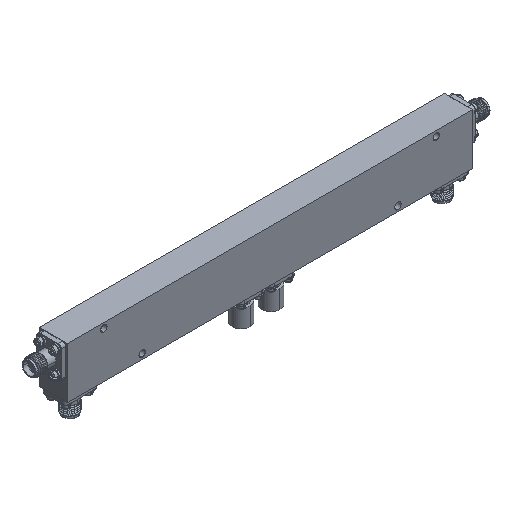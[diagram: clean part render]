
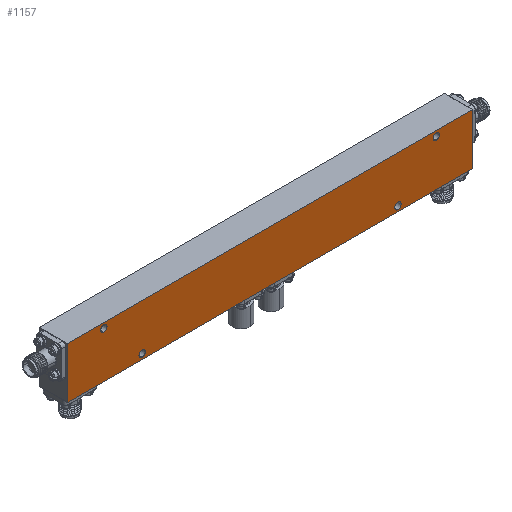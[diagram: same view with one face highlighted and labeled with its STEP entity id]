
A CAD part, isometric view. The second image highlights one B-rep face of the part: STEP entity #1157.
In plain terms, the highlighted planar face has unit normal (0, -1, 0).
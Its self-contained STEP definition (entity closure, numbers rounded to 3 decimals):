
#117 = EDGE_LOOP ( 'NONE', ( #357, #3694 ) ) ;
#121 = ORIENTED_EDGE ( 'NONE', *, *, #2968, .T. ) ;
#122 = FACE_BOUND ( 'NONE', #1316, .T. ) ;
#198 = CARTESIAN_POINT ( 'NONE',  ( -65., -5.5, 8. ) ) ;
#357 = ORIENTED_EDGE ( 'NONE', *, *, #1053, .T. ) ;
#409 = CARTESIAN_POINT ( 'NONE',  ( -65., -5.5, 8. ) ) ;
#488 = VERTEX_POINT ( 'NONE', #1310 ) ;
#489 = AXIS2_PLACEMENT_3D ( 'NONE', #4035, #2486, #5972 ) ;
#547 = EDGE_CURVE ( 'NONE', #908, #3331, #1604, .T. ) ;
#607 = CIRCLE ( 'NONE', #4927, 1.25 ) ;
#626 = DIRECTION ( 'NONE',  ( 0., 0., 1. ) ) ;
#725 = DIRECTION ( 'NONE',  ( 0., 0., 1. ) ) ;
#788 = CARTESIAN_POINT ( 'NONE',  ( -65., -5.5, 9.25 ) ) ;
#873 = CARTESIAN_POINT ( 'NONE',  ( 65., -5.5, 6.75 ) ) ;
#908 = VERTEX_POINT ( 'NONE', #5500 ) ;
#1009 = EDGE_CURVE ( 'NONE', #3088, #488, #3538, .T. ) ;
#1039 = VERTEX_POINT ( 'NONE', #1304 ) ;
#1053 = EDGE_CURVE ( 'NONE', #5655, #3144, #3342, .T. ) ;
#1060 = VERTEX_POINT ( 'NONE', #3761 ) ;
#1107 = CARTESIAN_POINT ( 'NONE',  ( 79.25, -5.5, -10. ) ) ;
#1111 = ORIENTED_EDGE ( 'NONE', *, *, #1009, .T. ) ;
#1127 = DIRECTION ( 'NONE',  ( 0., 1., 0. ) ) ;
#1157 = ADVANCED_FACE ( 'NONE', ( #2078, #4847, #122, #1475, #5808 ), #4940, .F. ) ;
#1247 = AXIS2_PLACEMENT_3D ( 'NONE', #5363, #5873, #626 ) ;
#1304 = CARTESIAN_POINT ( 'NONE',  ( -50., -5.5, -6.75 ) ) ;
#1310 = CARTESIAN_POINT ( 'NONE',  ( -65., -5.5, 6.75 ) ) ;
#1316 = EDGE_LOOP ( 'NONE', ( #5584, #2213 ) ) ;
#1341 = AXIS2_PLACEMENT_3D ( 'NONE', #198, #1576, #5401 ) ;
#1475 = FACE_BOUND ( 'NONE', #3711, .T. ) ;
#1567 = DIRECTION ( 'NONE',  ( 0., 0., 1. ) ) ;
#1576 = DIRECTION ( 'NONE',  ( 0., 1., 0. ) ) ;
#1579 = DIRECTION ( 'NONE',  ( 0., 0., 1. ) ) ;
#1604 = CIRCLE ( 'NONE', #4919, 1.25 ) ;
#1637 = DIRECTION ( 'NONE',  ( 0., 0., -1. ) ) ;
#1736 = VERTEX_POINT ( 'NONE', #4355 ) ;
#1790 = DIRECTION ( 'NONE',  ( 0., 0., 1. ) ) ;
#1951 = VERTEX_POINT ( 'NONE', #2911 ) ;
#2047 = DIRECTION ( 'NONE',  ( 1., 0., 0. ) ) ;
#2078 = FACE_BOUND ( 'NONE', #117, .T. ) ;
#2213 = ORIENTED_EDGE ( 'NONE', *, *, #547, .T. ) ;
#2240 = DIRECTION ( 'NONE',  ( 0., 0., 1. ) ) ;
#2266 = ORIENTED_EDGE ( 'NONE', *, *, #4979, .F. ) ;
#2307 = CARTESIAN_POINT ( 'NONE',  ( 65., -5.5, 8. ) ) ;
#2328 = ORIENTED_EDGE ( 'NONE', *, *, #3870, .F. ) ;
#2344 = VECTOR ( 'NONE', #1579, 1000. ) ;
#2485 = DIRECTION ( 'NONE',  ( 0., 1., 0. ) ) ;
#2486 = DIRECTION ( 'NONE',  ( 0., 1., 0. ) ) ;
#2600 = ORIENTED_EDGE ( 'NONE', *, *, #6154, .T. ) ;
#2615 = CARTESIAN_POINT ( 'NONE',  ( 79.25, -5.5, -10. ) ) ;
#2735 = CARTESIAN_POINT ( 'NONE',  ( 50., -5.5, -6.75 ) ) ;
#2745 = VERTEX_POINT ( 'NONE', #1107 ) ;
#2750 = AXIS2_PLACEMENT_3D ( 'NONE', #2307, #6112, #4228 ) ;
#2853 = EDGE_CURVE ( 'NONE', #1060, #1736, #2967, .T. ) ;
#2911 = CARTESIAN_POINT ( 'NONE',  ( 79.25, -5.5, 10. ) ) ;
#2967 = LINE ( 'NONE', #3465, #2344 ) ;
#2968 = EDGE_CURVE ( 'NONE', #1039, #4680, #3655, .T. ) ;
#3009 = EDGE_CURVE ( 'NONE', #1951, #2745, #5519, .T. ) ;
#3088 = VERTEX_POINT ( 'NONE', #788 ) ;
#3119 = DIRECTION ( 'NONE',  ( 0., 1., 0. ) ) ;
#3144 = VERTEX_POINT ( 'NONE', #873 ) ;
#3256 = VECTOR ( 'NONE', #1637, 1000. ) ;
#3312 = AXIS2_PLACEMENT_3D ( 'NONE', #409, #4247, #6188 ) ;
#3331 = VERTEX_POINT ( 'NONE', #2735 ) ;
#3342 = CIRCLE ( 'NONE', #2750, 1.25 ) ;
#3423 = CARTESIAN_POINT ( 'NONE',  ( 0., -5.5, 0. ) ) ;
#3465 = CARTESIAN_POINT ( 'NONE',  ( -79.25, -5.5, -10. ) ) ;
#3538 = CIRCLE ( 'NONE', #1341, 1.25 ) ;
#3616 = CARTESIAN_POINT ( 'NONE',  ( 65., -5.5, 8. ) ) ;
#3638 = EDGE_CURVE ( 'NONE', #3331, #908, #5675, .T. ) ;
#3655 = CIRCLE ( 'NONE', #5575, 1.25 ) ;
#3694 = ORIENTED_EDGE ( 'NONE', *, *, #5287, .T. ) ;
#3711 = EDGE_LOOP ( 'NONE', ( #121, #5349 ) ) ;
#3747 = DIRECTION ( 'NONE',  ( -1., 0., 0. ) ) ;
#3761 = CARTESIAN_POINT ( 'NONE',  ( -79.25, -5.5, -10. ) ) ;
#3781 = LINE ( 'NONE', #5230, #5642 ) ;
#3870 = EDGE_CURVE ( 'NONE', #2745, #1060, #3781, .T. ) ;
#3936 = LINE ( 'NONE', #4905, #5042 ) ;
#4035 = CARTESIAN_POINT ( 'NONE',  ( -50., -5.5, -8. ) ) ;
#4180 = DIRECTION ( 'NONE',  ( 0., 1., 0. ) ) ;
#4228 = DIRECTION ( 'NONE',  ( 0., 0., 1. ) ) ;
#4247 = DIRECTION ( 'NONE',  ( 0., 1., 0. ) ) ;
#4355 = CARTESIAN_POINT ( 'NONE',  ( -79.25, -5.5, 10. ) ) ;
#4514 = CIRCLE ( 'NONE', #489, 1.25 ) ;
#4649 = CARTESIAN_POINT ( 'NONE',  ( 50., -5.5, -8. ) ) ;
#4680 = VERTEX_POINT ( 'NONE', #5089 ) ;
#4800 = ORIENTED_EDGE ( 'NONE', *, *, #3009, .F. ) ;
#4847 = FACE_BOUND ( 'NONE', #5477, .T. ) ;
#4905 = CARTESIAN_POINT ( 'NONE',  ( -79.25, -5.5, 10. ) ) ;
#4919 = AXIS2_PLACEMENT_3D ( 'NONE', #4649, #4180, #1790 ) ;
#4927 = AXIS2_PLACEMENT_3D ( 'NONE', #3616, #3119, #2240 ) ;
#4940 = PLANE ( 'NONE',  #6088 ) ;
#4979 = EDGE_CURVE ( 'NONE', #1736, #1951, #3936, .T. ) ;
#5042 = VECTOR ( 'NONE', #2047, 1000. ) ;
#5089 = CARTESIAN_POINT ( 'NONE',  ( -50., -5.5, -9.25 ) ) ;
#5230 = CARTESIAN_POINT ( 'NONE',  ( -79.25, -5.5, -10. ) ) ;
#5287 = EDGE_CURVE ( 'NONE', #3144, #5655, #607, .T. ) ;
#5316 = EDGE_LOOP ( 'NONE', ( #5650, #2328, #4800, #2266 ) ) ;
#5349 = ORIENTED_EDGE ( 'NONE', *, *, #5918, .T. ) ;
#5363 = CARTESIAN_POINT ( 'NONE',  ( 50., -5.5, -8. ) ) ;
#5401 = DIRECTION ( 'NONE',  ( 0., 0., 1. ) ) ;
#5477 = EDGE_LOOP ( 'NONE', ( #1111, #2600 ) ) ;
#5500 = CARTESIAN_POINT ( 'NONE',  ( 50., -5.5, -9.25 ) ) ;
#5519 = LINE ( 'NONE', #2615, #3256 ) ;
#5575 = AXIS2_PLACEMENT_3D ( 'NONE', #5973, #1127, #725 ) ;
#5584 = ORIENTED_EDGE ( 'NONE', *, *, #3638, .T. ) ;
#5641 = CIRCLE ( 'NONE', #3312, 1.25 ) ;
#5642 = VECTOR ( 'NONE', #3747, 1000. ) ;
#5650 = ORIENTED_EDGE ( 'NONE', *, *, #2853, .F. ) ;
#5655 = VERTEX_POINT ( 'NONE', #5688 ) ;
#5675 = CIRCLE ( 'NONE', #1247, 1.25 ) ;
#5688 = CARTESIAN_POINT ( 'NONE',  ( 65., -5.5, 9.25 ) ) ;
#5808 = FACE_OUTER_BOUND ( 'NONE', #5316, .T. ) ;
#5873 = DIRECTION ( 'NONE',  ( 0., 1., 0. ) ) ;
#5918 = EDGE_CURVE ( 'NONE', #4680, #1039, #4514, .T. ) ;
#5972 = DIRECTION ( 'NONE',  ( 0., 0., 1. ) ) ;
#5973 = CARTESIAN_POINT ( 'NONE',  ( -50., -5.5, -8. ) ) ;
#6088 = AXIS2_PLACEMENT_3D ( 'NONE', #3423, #2485, #1567 ) ;
#6112 = DIRECTION ( 'NONE',  ( 0., 1., 0. ) ) ;
#6154 = EDGE_CURVE ( 'NONE', #488, #3088, #5641, .T. ) ;
#6188 = DIRECTION ( 'NONE',  ( 0., 0., 1. ) ) ;
